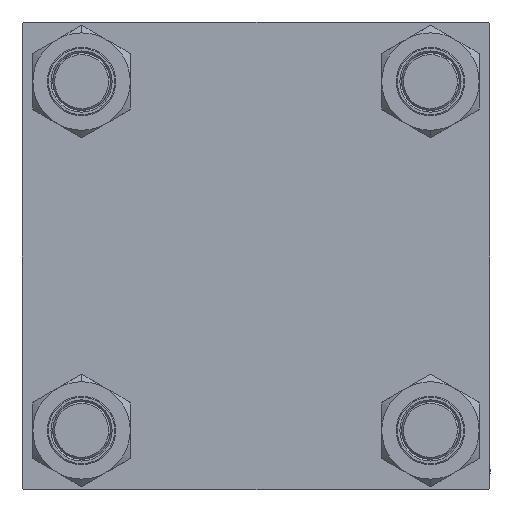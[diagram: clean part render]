
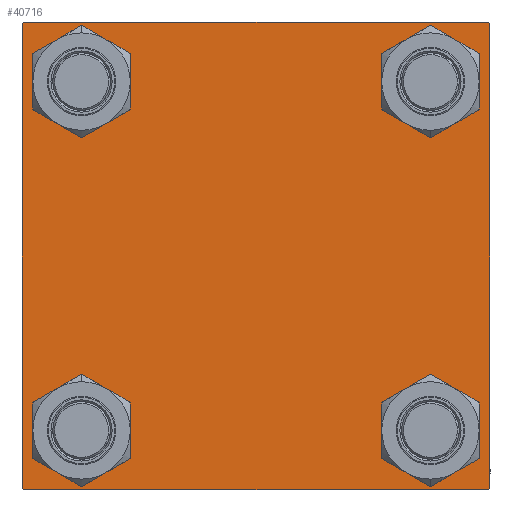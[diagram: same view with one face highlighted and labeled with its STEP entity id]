
A CAD part, left-side view. The second image highlights one B-rep face of the part: STEP entity #40716.
In plain terms, the highlighted planar face has unit normal (-1, 0, 0).
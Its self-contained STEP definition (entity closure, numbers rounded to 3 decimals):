
#692 = VERTEX_POINT ( 'NONE', #38945 ) ;
#748 = EDGE_CURVE ( 'NONE', #30301, #50389, #35561, .T. ) ;
#1309 = CARTESIAN_POINT ( 'NONE',  ( 0., -48.45, -56.95 ) ) ;
#1679 = EDGE_LOOP ( 'NONE', ( #4638, #29382 ) ) ;
#1802 = CARTESIAN_POINT ( 'NONE',  ( 0., 65., -65. ) ) ;
#2558 = LINE ( 'NONE', #22487, #16912 ) ;
#2796 = ORIENTED_EDGE ( 'NONE', *, *, #49684, .F. ) ;
#2838 = DIRECTION ( 'NONE',  ( 0., 0., -1. ) ) ;
#3582 = LINE ( 'NONE', #6981, #26627 ) ;
#4629 = DIRECTION ( 'NONE',  ( 0., 0., 1. ) ) ;
#4638 = ORIENTED_EDGE ( 'NONE', *, *, #19717, .T. ) ;
#4663 = ORIENTED_EDGE ( 'NONE', *, *, #40496, .T. ) ;
#6642 = CARTESIAN_POINT ( 'NONE',  ( 0., 48.45, 48.45 ) ) ;
#6890 = VECTOR ( 'NONE', #16995, 1000. ) ;
#6939 = LINE ( 'NONE', #38531, #15469 ) ;
#6981 = CARTESIAN_POINT ( 'NONE',  ( 0., 65., 65. ) ) ;
#7450 = CARTESIAN_POINT ( 'NONE',  ( 0., 64.5, 65. ) ) ;
#7494 = EDGE_CURVE ( 'NONE', #24068, #36192, #24470, .T. ) ;
#7688 = CIRCLE ( 'NONE', #22562, 8.5 ) ;
#7694 = CARTESIAN_POINT ( 'NONE',  ( 0., 48.45, -48.45 ) ) ;
#7994 = CARTESIAN_POINT ( 'NONE',  ( 0., -48.45, -48.45 ) ) ;
#8059 = CARTESIAN_POINT ( 'NONE',  ( 0., -48.45, 48.45 ) ) ;
#8448 = DIRECTION ( 'NONE',  ( 0., 0., 1. ) ) ;
#8782 = VECTOR ( 'NONE', #42988, 1000. ) ;
#9236 = CARTESIAN_POINT ( 'NONE',  ( 0., 48.45, -56.95 ) ) ;
#10079 = EDGE_LOOP ( 'NONE', ( #50769, #48913 ) ) ;
#10286 = CARTESIAN_POINT ( 'NONE',  ( 0., -48.45, 39.95 ) ) ;
#10835 = DIRECTION ( 'NONE',  ( 0., 0., 1. ) ) ;
#10890 = CARTESIAN_POINT ( 'NONE',  ( 0., 48.45, 48.45 ) ) ;
#13779 = FACE_BOUND ( 'NONE', #18980, .T. ) ;
#14634 = AXIS2_PLACEMENT_3D ( 'NONE', #43937, #35399, #8448 ) ;
#14678 = VERTEX_POINT ( 'NONE', #39038 ) ;
#14720 = VERTEX_POINT ( 'NONE', #9236 ) ;
#15077 = VECTOR ( 'NONE', #17610, 1000. ) ;
#15469 = VECTOR ( 'NONE', #35386, 1000. ) ;
#15651 = CARTESIAN_POINT ( 'NONE',  ( 0., 48.45, -39.95 ) ) ;
#15652 = DIRECTION ( 'NONE',  ( 0., -0.707, -0.707 ) ) ;
#16660 = DIRECTION ( 'NONE',  ( 0., 0., 1. ) ) ;
#16912 = VECTOR ( 'NONE', #50217, 1000. ) ;
#16995 = DIRECTION ( 'NONE',  ( 0., 0.707, -0.707 ) ) ;
#17404 = VERTEX_POINT ( 'NONE', #47546 ) ;
#17410 = FACE_OUTER_BOUND ( 'NONE', #18065, .T. ) ;
#17610 = DIRECTION ( 'NONE',  ( 0., -1., 0. ) ) ;
#17992 = CARTESIAN_POINT ( 'NONE',  ( 0., 48.45, 39.95 ) ) ;
#18065 = EDGE_LOOP ( 'NONE', ( #40211, #37866, #32928, #32237, #2796, #18976, #30205, #22090 ) ) ;
#18183 = FACE_BOUND ( 'NONE', #1679, .T. ) ;
#18218 = CARTESIAN_POINT ( 'NONE',  ( 0., 65., 64.5 ) ) ;
#18976 = ORIENTED_EDGE ( 'NONE', *, *, #28529, .T. ) ;
#18980 = EDGE_LOOP ( 'NONE', ( #27250, #29593 ) ) ;
#19541 = EDGE_CURVE ( 'NONE', #692, #34189, #34937, .T. ) ;
#19717 = EDGE_CURVE ( 'NONE', #14678, #49264, #39393, .T. ) ;
#19731 = DIRECTION ( 'NONE',  ( 0., 0., 1. ) ) ;
#19891 = CARTESIAN_POINT ( 'NONE',  ( 0., -64.5, 65. ) ) ;
#20538 = CARTESIAN_POINT ( 'NONE',  ( 0., 48.45, -48.45 ) ) ;
#20601 = CARTESIAN_POINT ( 'NONE',  ( 0., 64.75, 64.75 ) ) ;
#22053 = EDGE_CURVE ( 'NONE', #31064, #36483, #48583, .T. ) ;
#22090 = ORIENTED_EDGE ( 'NONE', *, *, #7494, .T. ) ;
#22487 = CARTESIAN_POINT ( 'NONE',  ( 0., 65., 65. ) ) ;
#22562 = AXIS2_PLACEMENT_3D ( 'NONE', #20538, #32187, #16660 ) ;
#23328 = LINE ( 'NONE', #43027, #26349 ) ;
#23543 = CARTESIAN_POINT ( 'NONE',  ( 0., 64.5, -65. ) ) ;
#23557 = DIRECTION ( 'NONE',  ( 0., 0., 1. ) ) ;
#23673 = AXIS2_PLACEMENT_3D ( 'NONE', #7994, #23790, #4629 ) ;
#23790 = DIRECTION ( 'NONE',  ( 1., 0., 0. ) ) ;
#23970 = EDGE_CURVE ( 'NONE', #14720, #34730, #28766, .T. ) ;
#24068 = VERTEX_POINT ( 'NONE', #7450 ) ;
#24094 = DIRECTION ( 'NONE',  ( 1., 0., 0. ) ) ;
#24470 = LINE ( 'NONE', #20601, #6890 ) ;
#24536 = AXIS2_PLACEMENT_3D ( 'NONE', #8059, #24094, #19731 ) ;
#25665 = PLANE ( 'NONE',  #49203 ) ;
#26033 = CIRCLE ( 'NONE', #44224, 8.5 ) ;
#26240 = AXIS2_PLACEMENT_3D ( 'NONE', #43502, #26937, #23557 ) ;
#26349 = VECTOR ( 'NONE', #47420, 1000. ) ;
#26627 = VECTOR ( 'NONE', #2838, 1000. ) ;
#26814 = DIRECTION ( 'NONE',  ( 1., 0., 0. ) ) ;
#26923 = VERTEX_POINT ( 'NONE', #34411 ) ;
#26937 = DIRECTION ( 'NONE',  ( 1., 0., 0. ) ) ;
#27179 = CARTESIAN_POINT ( 'NONE',  ( 0., -64.75, -64.75 ) ) ;
#27250 = ORIENTED_EDGE ( 'NONE', *, *, #45756, .T. ) ;
#28529 = EDGE_CURVE ( 'NONE', #17404, #31748, #23328, .T. ) ;
#28766 = CIRCLE ( 'NONE', #45370, 8.5 ) ;
#29020 = CARTESIAN_POINT ( 'NONE',  ( 0., 0., 0. ) ) ;
#29382 = ORIENTED_EDGE ( 'NONE', *, *, #44819, .T. ) ;
#29548 = FACE_BOUND ( 'NONE', #10079, .T. ) ;
#29593 = ORIENTED_EDGE ( 'NONE', *, *, #22053, .T. ) ;
#29802 = FACE_BOUND ( 'NONE', #50775, .T. ) ;
#30060 = DIRECTION ( 'NONE',  ( 0., 0., 1. ) ) ;
#30205 = ORIENTED_EDGE ( 'NONE', *, *, #39537, .F. ) ;
#30301 = VERTEX_POINT ( 'NONE', #51098 ) ;
#30802 = EDGE_CURVE ( 'NONE', #50389, #692, #37285, .T. ) ;
#31064 = VERTEX_POINT ( 'NONE', #10286 ) ;
#31520 = DIRECTION ( 'NONE',  ( 1., 0., 0. ) ) ;
#31748 = VERTEX_POINT ( 'NONE', #19891 ) ;
#32187 = DIRECTION ( 'NONE',  ( 1., 0., 0. ) ) ;
#32237 = ORIENTED_EDGE ( 'NONE', *, *, #19541, .T. ) ;
#32904 = CARTESIAN_POINT ( 'NONE',  ( 0., -48.45, 56.95 ) ) ;
#32928 = ORIENTED_EDGE ( 'NONE', *, *, #30802, .T. ) ;
#33345 = EDGE_CURVE ( 'NONE', #36192, #30301, #3582, .T. ) ;
#34189 = VERTEX_POINT ( 'NONE', #49926 ) ;
#34332 = DIRECTION ( 'NONE',  ( 0., 0., 1. ) ) ;
#34411 = CARTESIAN_POINT ( 'NONE',  ( 0., 48.45, 56.95 ) ) ;
#34730 = VERTEX_POINT ( 'NONE', #15651 ) ;
#34937 = LINE ( 'NONE', #27179, #8782 ) ;
#35297 = CIRCLE ( 'NONE', #24536, 8.5 ) ;
#35386 = DIRECTION ( 'NONE',  ( 0., 0., -1. ) ) ;
#35399 = DIRECTION ( 'NONE',  ( 1., 0., 0. ) ) ;
#35561 = LINE ( 'NONE', #46738, #38371 ) ;
#36012 = EDGE_CURVE ( 'NONE', #34730, #14720, #7688, .T. ) ;
#36192 = VERTEX_POINT ( 'NONE', #18218 ) ;
#36483 = VERTEX_POINT ( 'NONE', #32904 ) ;
#37285 = LINE ( 'NONE', #1802, #15077 ) ;
#37840 = AXIS2_PLACEMENT_3D ( 'NONE', #10890, #38848, #50274 ) ;
#37866 = ORIENTED_EDGE ( 'NONE', *, *, #748, .T. ) ;
#38371 = VECTOR ( 'NONE', #15652, 1000. ) ;
#38531 = CARTESIAN_POINT ( 'NONE',  ( 0., -65., 65. ) ) ;
#38848 = DIRECTION ( 'NONE',  ( 1., 0., 0. ) ) ;
#38945 = CARTESIAN_POINT ( 'NONE',  ( 0., -64.5, -65. ) ) ;
#39038 = CARTESIAN_POINT ( 'NONE',  ( 0., -48.45, -39.95 ) ) ;
#39393 = CIRCLE ( 'NONE', #23673, 8.5 ) ;
#39537 = EDGE_CURVE ( 'NONE', #24068, #31748, #2558, .T. ) ;
#40211 = ORIENTED_EDGE ( 'NONE', *, *, #33345, .T. ) ;
#40496 = EDGE_CURVE ( 'NONE', #47305, #26923, #26033, .T. ) ;
#40716 = ADVANCED_FACE ( 'NONE', ( #13779, #18183, #29548, #29802, #17410 ), #25665, .T. ) ;
#41473 = DIRECTION ( 'NONE',  ( -1., 0., 0. ) ) ;
#42988 = DIRECTION ( 'NONE',  ( 0., -0.707, 0.707 ) ) ;
#43027 = CARTESIAN_POINT ( 'NONE',  ( 0., -64.75, 64.75 ) ) ;
#43502 = CARTESIAN_POINT ( 'NONE',  ( 0., -48.45, 48.45 ) ) ;
#43643 = ORIENTED_EDGE ( 'NONE', *, *, #50193, .T. ) ;
#43937 = CARTESIAN_POINT ( 'NONE',  ( 0., -48.45, -48.45 ) ) ;
#44224 = AXIS2_PLACEMENT_3D ( 'NONE', #6642, #26814, #34332 ) ;
#44819 = EDGE_CURVE ( 'NONE', #49264, #14678, #47701, .T. ) ;
#45370 = AXIS2_PLACEMENT_3D ( 'NONE', #7694, #31520, #10835 ) ;
#45756 = EDGE_CURVE ( 'NONE', #36483, #31064, #35297, .T. ) ;
#46738 = CARTESIAN_POINT ( 'NONE',  ( 0., 64.75, -64.75 ) ) ;
#46926 = CIRCLE ( 'NONE', #37840, 8.5 ) ;
#47305 = VERTEX_POINT ( 'NONE', #17992 ) ;
#47420 = DIRECTION ( 'NONE',  ( 0., 0.707, 0.707 ) ) ;
#47546 = CARTESIAN_POINT ( 'NONE',  ( 0., -65., 64.5 ) ) ;
#47701 = CIRCLE ( 'NONE', #14634, 8.5 ) ;
#48583 = CIRCLE ( 'NONE', #26240, 8.5 ) ;
#48913 = ORIENTED_EDGE ( 'NONE', *, *, #23970, .T. ) ;
#49203 = AXIS2_PLACEMENT_3D ( 'NONE', #29020, #41473, #30060 ) ;
#49264 = VERTEX_POINT ( 'NONE', #1309 ) ;
#49684 = EDGE_CURVE ( 'NONE', #17404, #34189, #6939, .T. ) ;
#49926 = CARTESIAN_POINT ( 'NONE',  ( 0., -65., -64.5 ) ) ;
#50193 = EDGE_CURVE ( 'NONE', #26923, #47305, #46926, .T. ) ;
#50217 = DIRECTION ( 'NONE',  ( 0., -1., 0. ) ) ;
#50274 = DIRECTION ( 'NONE',  ( 0., 0., 1. ) ) ;
#50389 = VERTEX_POINT ( 'NONE', #23543 ) ;
#50769 = ORIENTED_EDGE ( 'NONE', *, *, #36012, .T. ) ;
#50775 = EDGE_LOOP ( 'NONE', ( #43643, #4663 ) ) ;
#51098 = CARTESIAN_POINT ( 'NONE',  ( 0., 65., -64.5 ) ) ;
